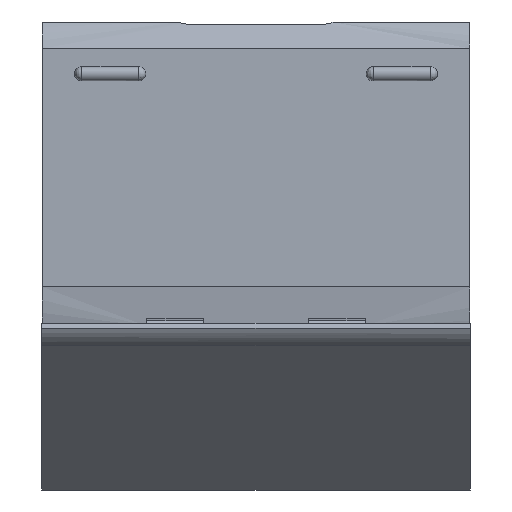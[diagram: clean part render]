
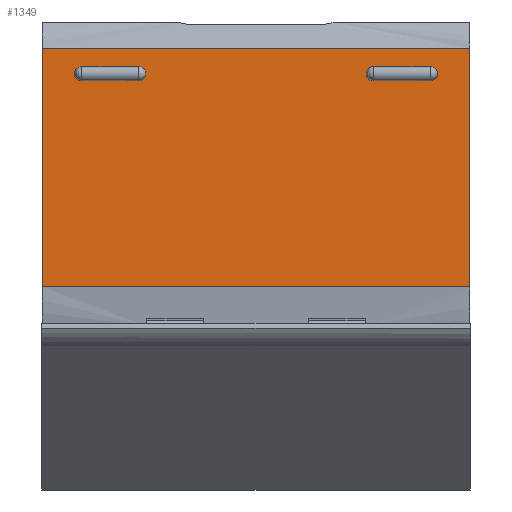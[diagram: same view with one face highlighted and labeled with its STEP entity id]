
A CAD part, front view. The second image highlights one B-rep face of the part: STEP entity #1349.
In plain terms, the highlighted free-form (B-spline) face has degree [1, 1] with [2, 2] control points.
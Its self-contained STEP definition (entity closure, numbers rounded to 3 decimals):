
#22 = VERTEX_POINT('',#23);
#23 = CARTESIAN_POINT('',(-173.885,0.,265.938));
#24 = VERTEX_POINT('',#25);
#25 = CARTESIAN_POINT('',(-173.885,0.,251.734));
#33 = EDGE_CURVE('',#34,#24,#36,.T.);
#34 = VERTEX_POINT('',#35);
#35 = CARTESIAN_POINT('',(-117.069,0.,251.734));
#36 = B_SPLINE_CURVE_WITH_KNOTS('',1,(#37,#38),.UNSPECIFIED.,.F.,.F.,(2,
    2),(21.21,61.21),.PIECEWISE_BEZIER_KNOTS.);
#37 = CARTESIAN_POINT('',(-117.069,0.,251.734));
#38 = CARTESIAN_POINT('',(-173.885,0.,251.734));
#41 = VERTEX_POINT('',#42);
#42 = CARTESIAN_POINT('',(-117.069,0.,265.938));
#50 = EDGE_CURVE('',#22,#41,#51,.T.);
#51 = B_SPLINE_CURVE_WITH_KNOTS('',1,(#52,#53),.UNSPECIFIED.,.F.,.F.,(2,
    2),(-81.21,-41.21),.PIECEWISE_BEZIER_KNOTS.);
#52 = CARTESIAN_POINT('',(-173.885,0.,265.938));
#53 = CARTESIAN_POINT('',(-117.069,0.,265.938));
#70 = EDGE_CURVE('',#24,#22,#71,.T.);
#71 = ( BOUNDED_CURVE() B_SPLINE_CURVE(2,(#72,#73,#74,#75,#76),
.UNSPECIFIED.,.F.,.F.) B_SPLINE_CURVE_WITH_KNOTS((3,2,3),(3.142,
4.712,6.283),.PIECEWISE_BEZIER_KNOTS.) CURVE() 
GEOMETRIC_REPRESENTATION_ITEM() RATIONAL_B_SPLINE_CURVE((1.,
0.707,1.,0.707,1.)) REPRESENTATION_ITEM('') );
#72 = CARTESIAN_POINT('',(-173.885,0.,251.734));
#73 = CARTESIAN_POINT('',(-180.987,0.,251.734));
#74 = CARTESIAN_POINT('',(-180.987,0.,258.836));
#75 = CARTESIAN_POINT('',(-180.987,0.,265.938));
#76 = CARTESIAN_POINT('',(-173.885,0.,265.938));
#98 = EDGE_CURVE('',#41,#34,#99,.T.);
#99 = ( BOUNDED_CURVE() B_SPLINE_CURVE(2,(#100,#101,#102,#103,#104),
.UNSPECIFIED.,.F.,.F.) B_SPLINE_CURVE_WITH_KNOTS((3,2,3),(3.142,
4.712,6.283),.PIECEWISE_BEZIER_KNOTS.) CURVE() 
GEOMETRIC_REPRESENTATION_ITEM() RATIONAL_B_SPLINE_CURVE((1.,
0.707,1.,0.707,1.)) REPRESENTATION_ITEM('') );
#100 = CARTESIAN_POINT('',(-117.069,0.,265.938));
#101 = CARTESIAN_POINT('',(-109.967,0.,265.938));
#102 = CARTESIAN_POINT('',(-109.967,0.,258.836));
#103 = CARTESIAN_POINT('',(-109.967,0.,251.734));
#104 = CARTESIAN_POINT('',(-117.069,0.,251.734));
#126 = VERTEX_POINT('',#127);
#127 = CARTESIAN_POINT('',(117.069,0.,265.938));
#128 = VERTEX_POINT('',#129);
#129 = CARTESIAN_POINT('',(117.069,0.,251.734));
#137 = EDGE_CURVE('',#138,#128,#140,.T.);
#138 = VERTEX_POINT('',#139);
#139 = CARTESIAN_POINT('',(173.885,0.,251.734));
#140 = B_SPLINE_CURVE_WITH_KNOTS('',1,(#141,#142),.UNSPECIFIED.,.F.,.F.,
  (2,2),(-81.21,-41.21),.PIECEWISE_BEZIER_KNOTS.);
#141 = CARTESIAN_POINT('',(173.885,0.,251.734));
#142 = CARTESIAN_POINT('',(117.069,0.,251.734));
#145 = VERTEX_POINT('',#146);
#146 = CARTESIAN_POINT('',(173.885,0.,265.938));
#154 = EDGE_CURVE('',#126,#145,#155,.T.);
#155 = B_SPLINE_CURVE_WITH_KNOTS('',1,(#156,#157),.UNSPECIFIED.,.F.,.F.,
  (2,2),(21.21,61.21),.PIECEWISE_BEZIER_KNOTS.);
#156 = CARTESIAN_POINT('',(117.069,0.,265.938));
#157 = CARTESIAN_POINT('',(173.885,0.,265.938));
#174 = EDGE_CURVE('',#128,#126,#175,.T.);
#175 = ( BOUNDED_CURVE() B_SPLINE_CURVE(2,(#176,#177,#178,#179,#180),
.UNSPECIFIED.,.F.,.F.) B_SPLINE_CURVE_WITH_KNOTS((3,2,3),(3.142,
4.712,6.283),.PIECEWISE_BEZIER_KNOTS.) CURVE() 
GEOMETRIC_REPRESENTATION_ITEM() RATIONAL_B_SPLINE_CURVE((1.,
0.707,1.,0.707,1.)) REPRESENTATION_ITEM('') );
#176 = CARTESIAN_POINT('',(117.069,0.,251.734));
#177 = CARTESIAN_POINT('',(109.967,0.,251.734));
#178 = CARTESIAN_POINT('',(109.967,0.,258.836));
#179 = CARTESIAN_POINT('',(109.967,0.,265.938));
#180 = CARTESIAN_POINT('',(117.069,0.,265.938));
#202 = EDGE_CURVE('',#145,#138,#203,.T.);
#203 = ( BOUNDED_CURVE() B_SPLINE_CURVE(2,(#204,#205,#206,#207,#208),
.UNSPECIFIED.,.F.,.F.) B_SPLINE_CURVE_WITH_KNOTS((3,2,3),(3.142,
4.712,6.283),.PIECEWISE_BEZIER_KNOTS.) CURVE() 
GEOMETRIC_REPRESENTATION_ITEM() RATIONAL_B_SPLINE_CURVE((1.,
0.707,1.,0.707,1.)) REPRESENTATION_ITEM('') );
#204 = CARTESIAN_POINT('',(173.885,0.,265.938));
#205 = CARTESIAN_POINT('',(180.987,0.,265.938));
#206 = CARTESIAN_POINT('',(180.987,0.,258.836));
#207 = CARTESIAN_POINT('',(180.987,0.,251.734));
#208 = CARTESIAN_POINT('',(173.885,0.,251.734));
#1116 = VERTEX_POINT('',#1117);
#1117 = CARTESIAN_POINT('',(-213.06,0.,
    284.08));
#1123 = EDGE_CURVE('',#1116,#1124,#1126,.T.);
#1124 = VERTEX_POINT('',#1125);
#1125 = CARTESIAN_POINT('',(213.06,0.,
    284.08));
#1126 = B_SPLINE_CURVE_WITH_KNOTS('',1,(#1127,#1128),.UNSPECIFIED.,.F.,
  .F.,(2,2),(-150.,150.),.PIECEWISE_BEZIER_KNOTS.);
#1127 = CARTESIAN_POINT('',(-213.06,0.,
    284.08));
#1128 = CARTESIAN_POINT('',(213.06,0.,
    284.08));
#1187 = EDGE_CURVE('',#1124,#1188,#1190,.T.);
#1188 = VERTEX_POINT('',#1189);
#1189 = CARTESIAN_POINT('',(213.06,0.,
    46.186));
#1190 = B_SPLINE_CURVE_WITH_KNOTS('',1,(#1191,#1192),.UNSPECIFIED.,.F.,
  .F.,(2,2),(-200.,-32.516),.PIECEWISE_BEZIER_KNOTS.);
#1191 = CARTESIAN_POINT('',(213.06,0.,284.08));
#1192 = CARTESIAN_POINT('',(213.06,0.,46.186));
#1332 = VERTEX_POINT('',#1333);
#1333 = CARTESIAN_POINT('',(-213.06,0.,
    46.186));
#1339 = EDGE_CURVE('',#1332,#1116,#1340,.T.);
#1340 = B_SPLINE_CURVE_WITH_KNOTS('',1,(#1341,#1342),.UNSPECIFIED.,.F.,
  .F.,(2,2),(32.516,200.),.PIECEWISE_BEZIER_KNOTS.);
#1341 = CARTESIAN_POINT('',(-213.06,0.,46.186));
#1342 = CARTESIAN_POINT('',(-213.06,0.,284.08));
#1349 = ADVANCED_FACE('',(#1350,#1360,#1366),#1372,.T.);
#1350 = FACE_BOUND('',#1351,.T.);
#1351 = EDGE_LOOP('',(#1352,#1357,#1358,#1359));
#1352 = ORIENTED_EDGE('',*,*,#1353,.F.);
#1353 = EDGE_CURVE('',#1188,#1332,#1354,.T.);
#1354 = B_SPLINE_CURVE_WITH_KNOTS('',1,(#1355,#1356),.UNSPECIFIED.,.F.,
  .F.,(2,2),(-150.,150.),.PIECEWISE_BEZIER_KNOTS.);
#1355 = CARTESIAN_POINT('',(213.06,0.,
    46.186));
#1356 = CARTESIAN_POINT('',(-213.06,0.,
    46.186));
#1357 = ORIENTED_EDGE('',*,*,#1187,.F.);
#1358 = ORIENTED_EDGE('',*,*,#1123,.F.);
#1359 = ORIENTED_EDGE('',*,*,#1339,.F.);
#1360 = FACE_BOUND('',#1361,.T.);
#1361 = EDGE_LOOP('',(#1362,#1363,#1364,#1365));
#1362 = ORIENTED_EDGE('',*,*,#50,.T.);
#1363 = ORIENTED_EDGE('',*,*,#98,.T.);
#1364 = ORIENTED_EDGE('',*,*,#33,.T.);
#1365 = ORIENTED_EDGE('',*,*,#70,.T.);
#1366 = FACE_BOUND('',#1367,.T.);
#1367 = EDGE_LOOP('',(#1368,#1369,#1370,#1371));
#1368 = ORIENTED_EDGE('',*,*,#154,.T.);
#1369 = ORIENTED_EDGE('',*,*,#202,.T.);
#1370 = ORIENTED_EDGE('',*,*,#137,.T.);
#1371 = ORIENTED_EDGE('',*,*,#174,.T.);
#1372 = B_SPLINE_SURFACE_WITH_KNOTS('',1,1,(
    (#1373,#1374)
    ,(#1375,#1376
    )),.UNSPECIFIED.,.F.,.F.,.F.,(2,2),(2,2),(0.,167.484),(-150.
    ,150.),.PIECEWISE_BEZIER_KNOTS.);
#1373 = CARTESIAN_POINT('',(-213.06,0.,284.08));
#1374 = CARTESIAN_POINT('',(213.06,0.,284.08));
#1375 = CARTESIAN_POINT('',(-213.06,0.,46.186));
#1376 = CARTESIAN_POINT('',(213.06,0.,46.186));
